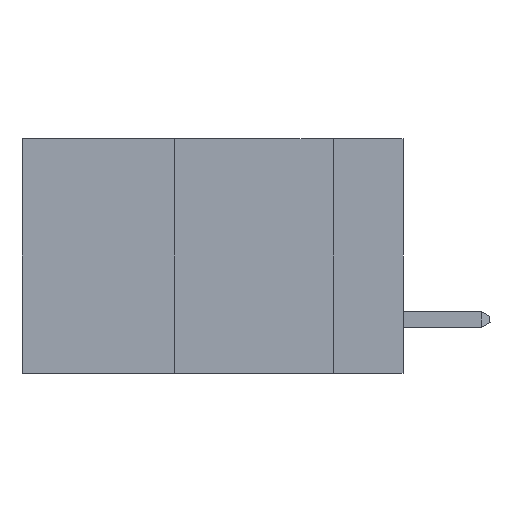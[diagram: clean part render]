
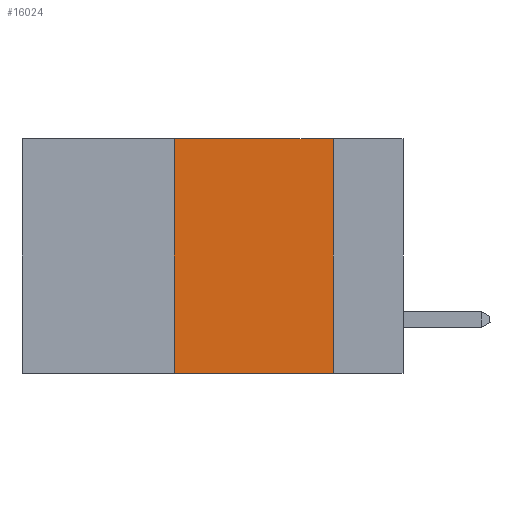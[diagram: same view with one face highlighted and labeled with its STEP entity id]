
A CAD part, left-side view. The second image highlights one B-rep face of the part: STEP entity #16024.
In plain terms, the highlighted planar face has unit normal (-1, 0, 0).
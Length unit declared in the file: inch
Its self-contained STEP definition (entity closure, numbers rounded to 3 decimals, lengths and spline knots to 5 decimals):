
#384 = DIRECTION ( 'NONE',  ( 0., 0., -1. ) ) ;
#1171 = LINE ( 'NONE', #11927, #15055 ) ;
#2025 = FACE_OUTER_BOUND ( 'NONE', #10796, .T. ) ;
#2605 = ORIENTED_EDGE ( 'NONE', *, *, #15589, .F. ) ;
#3033 = VECTOR ( 'NONE', #384, 39.37008 ) ;
#4660 = ORIENTED_EDGE ( 'NONE', *, *, #10707, .F. ) ;
#4830 = CARTESIAN_POINT ( 'NONE',  ( 0., 0.11, 0. ) ) ;
#5376 = EDGE_CURVE ( 'NONE', #8871, #17923, #13757, .T. ) ;
#6042 = CARTESIAN_POINT ( 'NONE',  ( 0., 0.11, -0.37 ) ) ;
#6269 = DIRECTION ( 'NONE',  ( 0., 0., -1. ) ) ;
#7540 = DIRECTION ( 'NONE',  ( 1., 0., 0. ) ) ;
#7856 = VECTOR ( 'NONE', #18608, 39.37008 ) ;
#8479 = CARTESIAN_POINT ( 'NONE',  ( 0., 0.36, 0. ) ) ;
#8871 = VERTEX_POINT ( 'NONE', #14076 ) ;
#9138 = CARTESIAN_POINT ( 'NONE',  ( 0., 0.11, 0. ) ) ;
#10707 = EDGE_CURVE ( 'NONE', #12425, #15551, #15314, .T. ) ;
#10796 = EDGE_LOOP ( 'NONE', ( #4660, #2605, #17490, #15201 ) ) ;
#10984 = DIRECTION ( 'NONE',  ( 0., -1., 0. ) ) ;
#11927 = CARTESIAN_POINT ( 'NONE',  ( 0., 0.6, 0. ) ) ;
#12425 = VERTEX_POINT ( 'NONE', #4830 ) ;
#12652 = VECTOR ( 'NONE', #14552, 39.37008 ) ;
#12852 = LINE ( 'NONE', #18788, #7856 ) ;
#13757 = LINE ( 'NONE', #8479, #12652 ) ;
#14076 = CARTESIAN_POINT ( 'NONE',  ( 0., 0.36, -0.37 ) ) ;
#14377 = EDGE_CURVE ( 'NONE', #8871, #15551, #12852, .T. ) ;
#14552 = DIRECTION ( 'NONE',  ( 0., 0., 1. ) ) ;
#15055 = VECTOR ( 'NONE', #10984, 39.37008 ) ;
#15201 = ORIENTED_EDGE ( 'NONE', *, *, #14377, .T. ) ;
#15314 = LINE ( 'NONE', #9138, #3033 ) ;
#15551 = VERTEX_POINT ( 'NONE', #6042 ) ;
#15589 = EDGE_CURVE ( 'NONE', #17923, #12425, #1171, .T. ) ;
#16024 = ADVANCED_FACE ( 'NONE', ( #2025 ), #16325, .F. ) ;
#16325 = PLANE ( 'NONE',  #17537 ) ;
#17005 = CARTESIAN_POINT ( 'NONE',  ( 0., 0.36, 0. ) ) ;
#17490 = ORIENTED_EDGE ( 'NONE', *, *, #5376, .F. ) ;
#17537 = AXIS2_PLACEMENT_3D ( 'NONE', #17843, #7540, #6269 ) ;
#17843 = CARTESIAN_POINT ( 'NONE',  ( 0., 0.6, 0. ) ) ;
#17923 = VERTEX_POINT ( 'NONE', #17005 ) ;
#18608 = DIRECTION ( 'NONE',  ( 0., -1., 0. ) ) ;
#18788 = CARTESIAN_POINT ( 'NONE',  ( 0., 0.6, -0.37 ) ) ;
